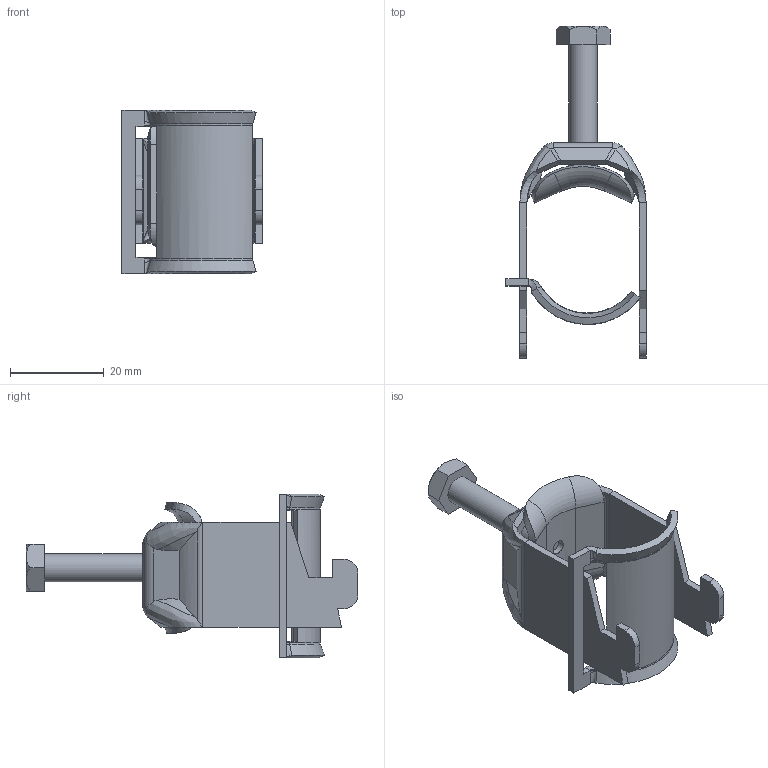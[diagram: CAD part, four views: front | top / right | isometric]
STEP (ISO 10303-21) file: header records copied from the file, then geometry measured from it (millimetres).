
FILE_DESCRIPTION (( 'STEP AP214' ), '1' );
FILE_NAME ('1167066.stp', '2022-09-23T08:00:17', ( '' ), ( '' ), 'SwSTEP 2.0', 'SolidWorks 2020', '' );
FILE_SCHEMA (( 'AUTOMOTIVE_DESIGN' ));
Length unit declared in the file: millimetre
Products named in the file (5): 142951_M6 x 26; EB025-04_Standard; 157123_1Fach; 1167066; 203431_Standard
Assembly tree (4 placements, depth 2):
  1167066
    157123_1Fach
    142951_M6 x 26
    203431_Standard
    EB025-04_Standard
Bounding box: 30 x 71 x 35 mm (x, y, z)
Volume: 6800.6 mm3; surface area: 9382.9 mm2
Topology: 4 solids, 4 shells, 222 faces, 556 edges, 341 vertices
Faces by surface type: plane 89, bspline 79, cylinder 40, cone 6, sphere 4, torus 4
Full cylindrical faces by diameter (mm): 2.9 x1, 3.1 x1, 4.2 x1, 6 x1, 7.2 x1, 8.2 x1
Entity records: 21199 total; most frequent: CARTESIAN_POINT 16545, ORIENTED_EDGE 1078, DIRECTION 644, EDGE_CURVE 539, VERTEX_POINT 337, B_SPLINE_CURVE_WITH_KNOTS 260, EDGE_LOOP 240, FACE_OUTER_BOUND 229
